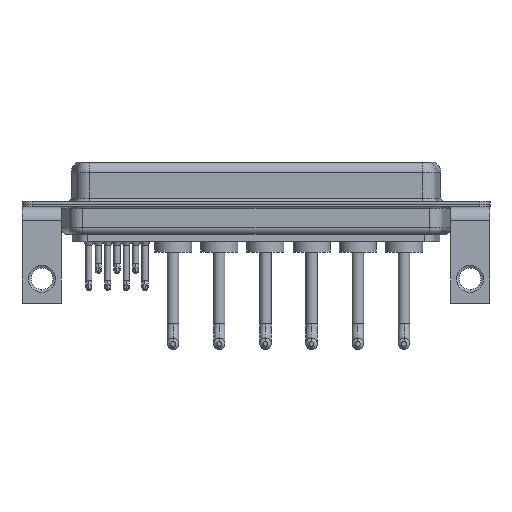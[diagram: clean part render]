
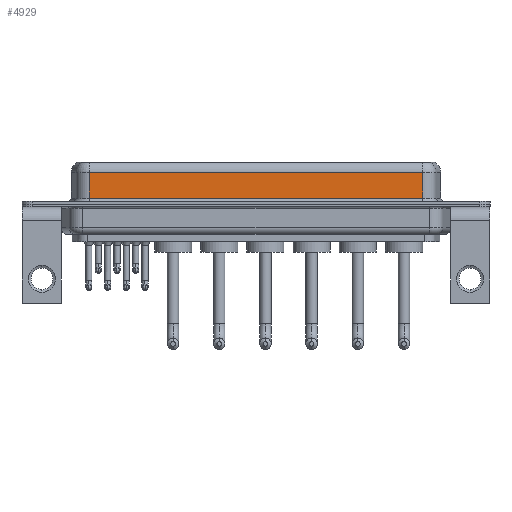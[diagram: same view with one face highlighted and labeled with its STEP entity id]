
A CAD part, front view. The second image highlights one B-rep face of the part: STEP entity #4929.
In plain terms, the highlighted planar face has unit normal (0, -1, 0).
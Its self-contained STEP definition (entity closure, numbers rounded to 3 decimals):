
#909 = AXIS2_PLACEMENT_3D ( 'NONE', #11353, #6979, #18810 ) ;
#1189 = VECTOR ( 'NONE', #17743, 1000. ) ;
#1397 = CARTESIAN_POINT ( 'NONE',  ( 7.038, -3.95, 0.9 ) ) ;
#1611 = EDGE_CURVE ( 'NONE', #18961, #4950, #13875, .T. ) ;
#1945 = CARTESIAN_POINT ( 'NONE',  ( 56.462, -3.95, 6.4 ) ) ;
#1949 = CARTESIAN_POINT ( 'NONE',  ( 56.462, -3.95, 0.9 ) ) ;
#2596 = CARTESIAN_POINT ( 'NONE',  ( 56.462, -3.95, 0.9 ) ) ;
#3300 = ORIENTED_EDGE ( 'NONE', *, *, #12743, .T. ) ;
#3418 = ORIENTED_EDGE ( 'NONE', *, *, #6170, .F. ) ;
#3858 = VECTOR ( 'NONE', #7124, 1000. ) ;
#4929 = ADVANCED_FACE ( 'NONE', ( #18712 ), #5438, .F. ) ;
#4950 = VERTEX_POINT ( 'NONE', #2596 ) ;
#5438 = PLANE ( 'NONE',  #909 ) ;
#5607 = EDGE_LOOP ( 'NONE', ( #3418, #3300, #8450, #6885 ) ) ;
#6170 = EDGE_CURVE ( 'NONE', #10995, #4950, #10798, .T. ) ;
#6885 = ORIENTED_EDGE ( 'NONE', *, *, #1611, .T. ) ;
#6979 = DIRECTION ( 'NONE',  ( 0., 1., 0. ) ) ;
#7124 = DIRECTION ( 'NONE',  ( -1., 0., 0. ) ) ;
#8450 = ORIENTED_EDGE ( 'NONE', *, *, #17573, .T. ) ;
#10407 = CARTESIAN_POINT ( 'NONE',  ( 56.462, -3.95, 4.65 ) ) ;
#10798 = LINE ( 'NONE', #1945, #14744 ) ;
#10995 = VERTEX_POINT ( 'NONE', #13521 ) ;
#11277 = CARTESIAN_POINT ( 'NONE',  ( 7.038, -3.95, 6.4 ) ) ;
#11353 = CARTESIAN_POINT ( 'NONE',  ( 56.462, -3.95, 6.4 ) ) ;
#12446 = DIRECTION ( 'NONE',  ( 1., 0., 0. ) ) ;
#12525 = CARTESIAN_POINT ( 'NONE',  ( 7.038, -3.95, 4.65 ) ) ;
#12743 = EDGE_CURVE ( 'NONE', #10995, #13880, #16213, .T. ) ;
#13521 = CARTESIAN_POINT ( 'NONE',  ( 56.462, -3.95, 4.65 ) ) ;
#13875 = LINE ( 'NONE', #1949, #18012 ) ;
#13880 = VERTEX_POINT ( 'NONE', #12525 ) ;
#14744 = VECTOR ( 'NONE', #18060, 1000. ) ;
#15440 = LINE ( 'NONE', #11277, #1189 ) ;
#16213 = LINE ( 'NONE', #10407, #3858 ) ;
#17573 = EDGE_CURVE ( 'NONE', #13880, #18961, #15440, .T. ) ;
#17743 = DIRECTION ( 'NONE',  ( 0., 0., -1. ) ) ;
#18012 = VECTOR ( 'NONE', #12446, 1000. ) ;
#18060 = DIRECTION ( 'NONE',  ( 0., 0., -1. ) ) ;
#18712 = FACE_OUTER_BOUND ( 'NONE', #5607, .T. ) ;
#18810 = DIRECTION ( 'NONE',  ( 0., 0., 1. ) ) ;
#18961 = VERTEX_POINT ( 'NONE', #1397 ) ;
